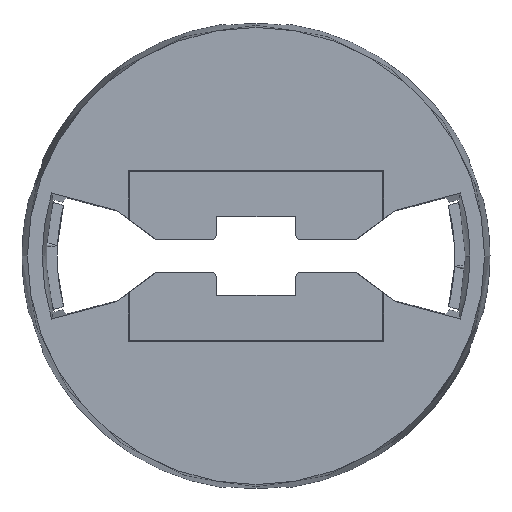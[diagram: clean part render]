
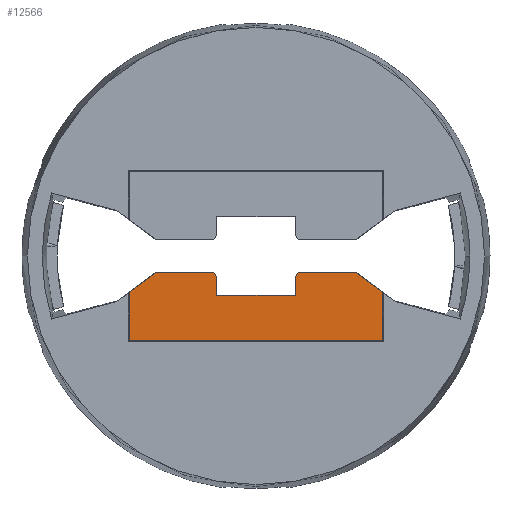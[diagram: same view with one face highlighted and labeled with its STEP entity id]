
A CAD part, front view. The second image highlights one B-rep face of the part: STEP entity #12566.
In plain terms, the highlighted planar face has unit normal (0, -1, 0).
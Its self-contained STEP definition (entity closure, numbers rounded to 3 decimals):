
#92 = DIRECTION ( 'NONE',  ( 0., 0., 1. ) ) ;
#112 = VERTEX_POINT ( 'NONE', #13998 ) ;
#375 = DIRECTION ( 'NONE',  ( 1., 0., 0. ) ) ;
#389 = CIRCLE ( 'NONE', #3474, 0.293 ) ;
#436 = CARTESIAN_POINT ( 'NONE',  ( 1.852, -10.55, -1.845 ) ) ;
#442 = CARTESIAN_POINT ( 'NONE',  ( -2.145, -10.55, -0.757 ) ) ;
#450 = DIRECTION ( 'NONE',  ( 1., 0., 0. ) ) ;
#600 = DIRECTION ( 'NONE',  ( 0., 0., -1. ) ) ;
#1621 = VERTEX_POINT ( 'NONE', #6166 ) ;
#1800 = VERTEX_POINT ( 'NONE', #8336 ) ;
#1803 = ORIENTED_EDGE ( 'NONE', *, *, #2076, .F. ) ;
#1976 = ORIENTED_EDGE ( 'NONE', *, *, #2043, .F. ) ;
#2043 = EDGE_CURVE ( 'NONE', #1800, #4447, #4707, .T. ) ;
#2070 = VECTOR ( 'NONE', #14480, 1000. ) ;
#2076 = EDGE_CURVE ( 'NONE', #4447, #1621, #10749, .T. ) ;
#2153 = CARTESIAN_POINT ( 'NONE',  ( -5.965, -10.55, 0. ) ) ;
#2320 = CARTESIAN_POINT ( 'NONE',  ( -6.555, -10.55, -2.14 ) ) ;
#2431 = CARTESIAN_POINT ( 'NONE',  ( 5.5, -10.55, -0.757 ) ) ;
#2603 = VECTOR ( 'NONE', #11904, 1000. ) ;
#2853 = VECTOR ( 'NONE', #6037, 1000. ) ;
#2872 = ORIENTED_EDGE ( 'NONE', *, *, #7768, .T. ) ;
#2931 = CARTESIAN_POINT ( 'NONE',  ( 2.145, -10.55, -1.05 ) ) ;
#3474 = AXIS2_PLACEMENT_3D ( 'NONE', #2931, #5373, #5286 ) ;
#3777 = VECTOR ( 'NONE', #450, 1000. ) ;
#3883 = VECTOR ( 'NONE', #12879, 1000. ) ;
#3991 = AXIS2_PLACEMENT_3D ( 'NONE', #5297, #10203, #600 ) ;
#4009 = VECTOR ( 'NONE', #375, 1000. ) ;
#4138 = DIRECTION ( 'NONE',  ( 0., 0., -1. ) ) ;
#4399 = LINE ( 'NONE', #15465, #2603 ) ;
#4447 = VERTEX_POINT ( 'NONE', #15439 ) ;
#4500 = ORIENTED_EDGE ( 'NONE', *, *, #12049, .F. ) ;
#4511 = LINE ( 'NONE', #2153, #2853 ) ;
#4707 = LINE ( 'NONE', #2431, #5447 ) ;
#4820 = VERTEX_POINT ( 'NONE', #14058 ) ;
#5001 = CARTESIAN_POINT ( 'NONE',  ( -5.965, -10.55, -1.703 ) ) ;
#5029 = EDGE_CURVE ( 'NONE', #14182, #15149, #6751, .T. ) ;
#5286 = DIRECTION ( 'NONE',  ( 0., 0., -1. ) ) ;
#5297 = CARTESIAN_POINT ( 'NONE',  ( 0., -10.55, 0. ) ) ;
#5373 = DIRECTION ( 'NONE',  ( 0., 1., 0. ) ) ;
#5447 = VECTOR ( 'NONE', #13260, 1000. ) ;
#5910 = EDGE_CURVE ( 'NONE', #15149, #5975, #10600, .T. ) ;
#5975 = VERTEX_POINT ( 'NONE', #14335 ) ;
#6037 = DIRECTION ( 'NONE',  ( 0., 0., -1. ) ) ;
#6146 = DIRECTION ( 'NONE',  ( 0., 1., 0. ) ) ;
#6166 = CARTESIAN_POINT ( 'NONE',  ( 5.965, -10.55, -1.703 ) ) ;
#6751 = LINE ( 'NONE', #13194, #4009 ) ;
#7170 = DIRECTION ( 'NONE',  ( -0.804, 0., -0.595 ) ) ;
#7204 = VERTEX_POINT ( 'NONE', #14836 ) ;
#7768 = EDGE_CURVE ( 'NONE', #7929, #14244, #4511, .T. ) ;
#7790 = ORIENTED_EDGE ( 'NONE', *, *, #15013, .T. ) ;
#7929 = VERTEX_POINT ( 'NONE', #5001 ) ;
#8336 = CARTESIAN_POINT ( 'NONE',  ( 2.145, -10.55, -0.757 ) ) ;
#8365 = VERTEX_POINT ( 'NONE', #442 ) ;
#8441 = EDGE_CURVE ( 'NONE', #112, #8365, #4399, .T. ) ;
#8485 = EDGE_LOOP ( 'NONE', ( #13526, #2872, #14701, #7790, #1803, #1976, #4500, #14888, #9795, #15435, #12029, #12391 ) ) ;
#8797 = LINE ( 'NONE', #12451, #14113 ) ;
#9193 = CARTESIAN_POINT ( 'NONE',  ( 1.852, -10.55, -1.852 ) ) ;
#9271 = CARTESIAN_POINT ( 'NONE',  ( -5.965, -10.55, -3.965 ) ) ;
#9355 = EDGE_CURVE ( 'NONE', #112, #7929, #15813, .T. ) ;
#9529 = CARTESIAN_POINT ( 'NONE',  ( 6.555, -10.55, -2.14 ) ) ;
#9795 = ORIENTED_EDGE ( 'NONE', *, *, #5029, .F. ) ;
#10203 = DIRECTION ( 'NONE',  ( 0., -1., 0. ) ) ;
#10273 = VECTOR ( 'NONE', #7170, 1000. ) ;
#10373 = CARTESIAN_POINT ( 'NONE',  ( 0., -10.55, -3.965 ) ) ;
#10600 = LINE ( 'NONE', #436, #3883 ) ;
#10724 = EDGE_CURVE ( 'NONE', #14244, #7204, #15077, .T. ) ;
#10739 = VECTOR ( 'NONE', #4138, 1000. ) ;
#10749 = LINE ( 'NONE', #9529, #2070 ) ;
#10915 = CARTESIAN_POINT ( 'NONE',  ( -2.145, -10.55, -1.05 ) ) ;
#11769 = CIRCLE ( 'NONE', #13842, 0.293 ) ;
#11904 = DIRECTION ( 'NONE',  ( 1., 0., 0. ) ) ;
#12029 = ORIENTED_EDGE ( 'NONE', *, *, #14109, .F. ) ;
#12049 = EDGE_CURVE ( 'NONE', #5975, #1800, #389, .T. ) ;
#12391 = ORIENTED_EDGE ( 'NONE', *, *, #8441, .F. ) ;
#12447 = DIRECTION ( 'NONE',  ( 0., 0., -1. ) ) ;
#12451 = CARTESIAN_POINT ( 'NONE',  ( 5.965, -10.55, 0. ) ) ;
#12566 = ADVANCED_FACE ( 'NONE', ( #15228 ), #12963, .T. ) ;
#12879 = DIRECTION ( 'NONE',  ( 0., 0., 1. ) ) ;
#12963 = PLANE ( 'NONE',  #3991 ) ;
#12978 = EDGE_CURVE ( 'NONE', #4820, #14182, #15287, .T. ) ;
#13194 = CARTESIAN_POINT ( 'NONE',  ( 1.845, -10.55, -1.852 ) ) ;
#13260 = DIRECTION ( 'NONE',  ( 1., 0., 0. ) ) ;
#13419 = CARTESIAN_POINT ( 'NONE',  ( -1.852, -10.55, -1.852 ) ) ;
#13526 = ORIENTED_EDGE ( 'NONE', *, *, #9355, .T. ) ;
#13842 = AXIS2_PLACEMENT_3D ( 'NONE', #10915, #6146, #12447 ) ;
#13998 = CARTESIAN_POINT ( 'NONE',  ( -4.686, -10.55, -0.757 ) ) ;
#14058 = CARTESIAN_POINT ( 'NONE',  ( -1.852, -10.55, -1.05 ) ) ;
#14109 = EDGE_CURVE ( 'NONE', #8365, #4820, #11769, .T. ) ;
#14113 = VECTOR ( 'NONE', #92, 1000. ) ;
#14182 = VERTEX_POINT ( 'NONE', #13419 ) ;
#14244 = VERTEX_POINT ( 'NONE', #9271 ) ;
#14335 = CARTESIAN_POINT ( 'NONE',  ( 1.852, -10.55, -1.05 ) ) ;
#14480 = DIRECTION ( 'NONE',  ( 0.804, 0., -0.595 ) ) ;
#14701 = ORIENTED_EDGE ( 'NONE', *, *, #10724, .T. ) ;
#14836 = CARTESIAN_POINT ( 'NONE',  ( 5.965, -10.55, -3.965 ) ) ;
#14888 = ORIENTED_EDGE ( 'NONE', *, *, #5910, .F. ) ;
#15013 = EDGE_CURVE ( 'NONE', #7204, #1621, #8797, .T. ) ;
#15077 = LINE ( 'NONE', #10373, #3777 ) ;
#15130 = CARTESIAN_POINT ( 'NONE',  ( -1.852, -10.55, -1.845 ) ) ;
#15149 = VERTEX_POINT ( 'NONE', #9193 ) ;
#15228 = FACE_OUTER_BOUND ( 'NONE', #8485, .T. ) ;
#15287 = LINE ( 'NONE', #15130, #10739 ) ;
#15435 = ORIENTED_EDGE ( 'NONE', *, *, #12978, .F. ) ;
#15439 = CARTESIAN_POINT ( 'NONE',  ( 4.686, -10.55, -0.757 ) ) ;
#15465 = CARTESIAN_POINT ( 'NONE',  ( -2.145, -10.55, -0.757 ) ) ;
#15813 = LINE ( 'NONE', #2320, #10273 ) ;
